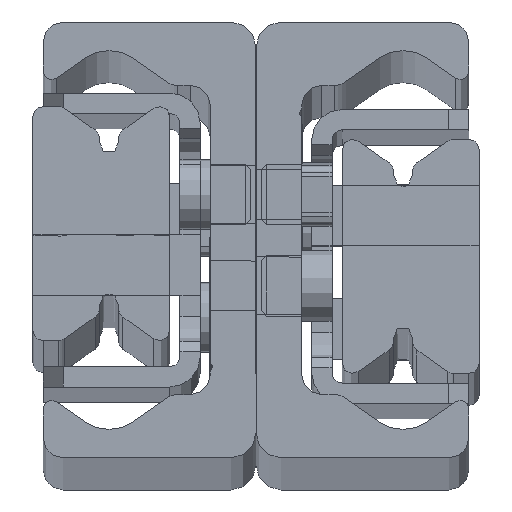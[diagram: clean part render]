
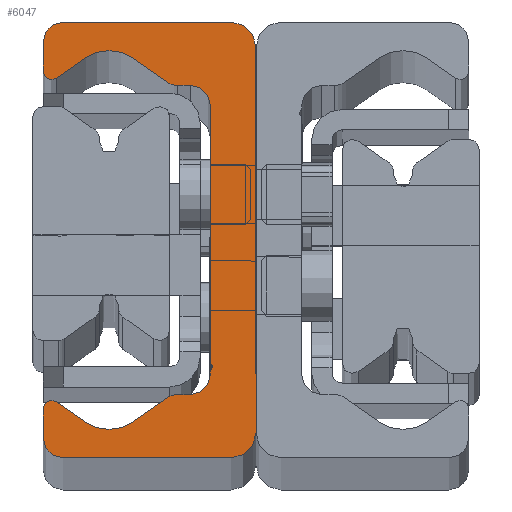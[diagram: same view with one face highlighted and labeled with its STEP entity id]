
A CAD part, top view. The second image highlights one B-rep face of the part: STEP entity #6047.
In plain terms, the highlighted planar face has unit normal (0, 0, 1).
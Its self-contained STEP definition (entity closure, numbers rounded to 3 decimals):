
#4921=CARTESIAN_POINT('',(2.499,0.,1810.0));
#4922=VERTEX_POINT('',#4921);
#4923=CARTESIAN_POINT('',(-0.001,2.5,1810.0));
#4924=VERTEX_POINT('',#4923);
#4925=CARTESIAN_POINT('',(2.499,2.5,1810.0));
#4926=DIRECTION('',(0.0,0.0,-1.0));
#4927=DIRECTION('',(-1.0,0.0,0.0));
#4928=AXIS2_PLACEMENT_3D('',#4925,#4926,#4927);
#4929=CIRCLE('',#4928,2.5);
#4930=EDGE_CURVE('',#4922,#4924,#4929,.T.);
#4963=CARTESIAN_POINT('',(-0.001,40.5,1810.0));
#4964=VERTEX_POINT('',#4963);
#4965=CARTESIAN_POINT('',(-0.001,2.5,1810.0));
#4966=DIRECTION('',(0.0,1.0,0.0));
#4967=VECTOR('',#4966,38.);
#4968=LINE('',#4965,#4967);
#4969=EDGE_CURVE('',#4924,#4964,#4968,.T.);
#5075=CARTESIAN_POINT('',(2.499,43.0,1810.0));
#5076=VERTEX_POINT('',#5075);
#5077=CARTESIAN_POINT('',(2.499,40.5,1810.0));
#5078=DIRECTION('',(0.0,0.0,-1.0));
#5079=DIRECTION('',(0.0,1.0,0.0));
#5080=AXIS2_PLACEMENT_3D('',#5077,#5078,#5079);
#5081=CIRCLE('',#5080,2.5);
#5082=EDGE_CURVE('',#4964,#5076,#5081,.T.);
#5108=CARTESIAN_POINT('',(18.999,43.0,1810.0));
#5109=VERTEX_POINT('',#5108);
#5110=CARTESIAN_POINT('',(2.499,43.0,1810.0));
#5111=DIRECTION('',(1.0,0.0,0.0));
#5112=VECTOR('',#5111,16.5);
#5113=LINE('',#5110,#5112);
#5114=EDGE_CURVE('',#5076,#5109,#5113,.T.);
#5139=CARTESIAN_POINT('',(20.999,41.0,1810.0));
#5140=VERTEX_POINT('',#5139);
#5141=CARTESIAN_POINT('',(18.999,41.0,1810.0));
#5142=DIRECTION('',(0.0,0.0,-1.0));
#5143=DIRECTION('',(1.0,0.0,0.0));
#5144=AXIS2_PLACEMENT_3D('',#5141,#5142,#5143);
#5145=CIRCLE('',#5144,2.);
#5146=EDGE_CURVE('',#5109,#5140,#5145,.T.);
#5172=CARTESIAN_POINT('',(20.999,38.15,1810.0));
#5173=VERTEX_POINT('',#5172);
#5174=CARTESIAN_POINT('',(20.999,41.0,1810.0));
#5175=DIRECTION('',(0.0,-1.0,0.0));
#5176=VECTOR('',#5175,2.85);
#5177=LINE('',#5174,#5176);
#5178=EDGE_CURVE('',#5140,#5173,#5177,.T.);
#5203=CARTESIAN_POINT('',(19.662,37.453,1810.0));
#5204=VERTEX_POINT('',#5203);
#5205=CARTESIAN_POINT('',(20.149,38.15,1810.0));
#5206=DIRECTION('',(0.0,0.0,-1.0));
#5207=DIRECTION('',(-0.574,-0.819,0.0));
#5208=AXIS2_PLACEMENT_3D('',#5205,#5206,#5207);
#5209=CIRCLE('',#5208,0.85);
#5210=EDGE_CURVE('',#5173,#5204,#5209,.T.);
#5236=CARTESIAN_POINT('',(16.794,39.462,1810.0));
#5237=VERTEX_POINT('',#5236);
#5238=CARTESIAN_POINT('',(19.662,37.453,1810.0));
#5239=DIRECTION('',(-0.819,0.574,0.0));
#5240=VECTOR('',#5239,3.501);
#5241=LINE('',#5238,#5240);
#5242=EDGE_CURVE('',#5204,#5237,#5241,.T.);
#5267=CARTESIAN_POINT('',(12.205,39.462,1810.0));
#5268=VERTEX_POINT('',#5267);
#5269=CARTESIAN_POINT('',(14.499,36.185,1810.0));
#5270=DIRECTION('',(0.0,0.0,1.0));
#5271=DIRECTION('',(-0.574,-0.819,0.0));
#5272=AXIS2_PLACEMENT_3D('',#5269,#5270,#5271);
#5273=CIRCLE('',#5272,4.);
#5274=EDGE_CURVE('',#5237,#5268,#5273,.T.);
#5300=CARTESIAN_POINT('',(8.849,37.112,1810.0));
#5301=VERTEX_POINT('',#5300);
#5302=CARTESIAN_POINT('',(12.205,39.462,1810.0));
#5303=DIRECTION('',(-0.819,-0.574,0.0));
#5304=VECTOR('',#5303,4.097);
#5305=LINE('',#5302,#5304);
#5306=EDGE_CURVE('',#5268,#5301,#5305,.T.);
#5331=CARTESIAN_POINT('',(7.702,36.75,1810.0));
#5332=VERTEX_POINT('',#5331);
#5333=CARTESIAN_POINT('',(7.702,38.75,1810.0));
#5334=DIRECTION('',(0.0,0.0,-1.0));
#5335=DIRECTION('',(0.0,-1.0,0.0));
#5336=AXIS2_PLACEMENT_3D('',#5333,#5334,#5335);
#5337=CIRCLE('',#5336,2.);
#5338=EDGE_CURVE('',#5301,#5332,#5337,.T.);
#5364=CARTESIAN_POINT('',(6.499,36.75,1810.0));
#5365=VERTEX_POINT('',#5364);
#5366=CARTESIAN_POINT('',(7.702,36.75,1810.0));
#5367=DIRECTION('',(-1.0,0.0,0.0));
#5368=VECTOR('',#5367,1.203);
#5369=LINE('',#5366,#5368);
#5370=EDGE_CURVE('',#5332,#5365,#5369,.T.);
#5395=CARTESIAN_POINT('',(4.499,34.75,1810.0));
#5396=VERTEX_POINT('',#5395);
#5397=CARTESIAN_POINT('',(6.499,34.75,1810.0));
#5398=DIRECTION('',(0.0,0.0,1.0));
#5399=DIRECTION('',(0.0,-1.0,0.0));
#5400=AXIS2_PLACEMENT_3D('',#5397,#5398,#5399);
#5401=CIRCLE('',#5400,2.0);
#5402=EDGE_CURVE('',#5365,#5396,#5401,.T.);
#5428=CARTESIAN_POINT('',(4.499,34.361,1810.0));
#5429=VERTEX_POINT('',#5428);
#5430=CARTESIAN_POINT('',(4.499,34.75,1810.0));
#5431=DIRECTION('',(0.0,-1.0,0.0));
#5432=VECTOR('',#5431,0.389);
#5433=LINE('',#5430,#5432);
#5434=EDGE_CURVE('',#5396,#5429,#5433,.T.);
#5459=CARTESIAN_POINT('',(4.411,34.234,1810.0));
#5460=VERTEX_POINT('',#5459);
#5461=CARTESIAN_POINT('',(4.363,34.361,1810.0));
#5462=DIRECTION('',(0.0,0.0,-1.));
#5463=DIRECTION('',(0.353,-0.936,0.0));
#5464=AXIS2_PLACEMENT_3D('',#5461,#5462,#5463);
#5465=CIRCLE('',#5464,0.136);
#5466=EDGE_CURVE('',#5429,#5460,#5465,.T.);
#5492=CARTESIAN_POINT('',(4.422,33.762,1810.0));
#5493=VERTEX_POINT('',#5492);
#5494=CARTESIAN_POINT('',(4.499,34.0,1810.0));
#5495=DIRECTION('',(0.0,0.0,1.));
#5496=DIRECTION('',(0.353,-0.936,0.0));
#5497=AXIS2_PLACEMENT_3D('',#5494,#5495,#5496);
#5498=CIRCLE('',#5497,0.25);
#5499=EDGE_CURVE('',#5460,#5493,#5498,.T.);
#5525=CARTESIAN_POINT('',(4.499,33.656,1810.0));
#5526=VERTEX_POINT('',#5525);
#5527=CARTESIAN_POINT('',(4.387,33.656,1810.0));
#5528=DIRECTION('',(0.0,0.0,-1.0));
#5529=DIRECTION('',(1.0,0.0,0.0));
#5530=AXIS2_PLACEMENT_3D('',#5527,#5528,#5529);
#5531=CIRCLE('',#5530,0.112);
#5532=EDGE_CURVE('',#5493,#5526,#5531,.T.);
#5558=CARTESIAN_POINT('',(4.499,8.25,1810.0));
#5559=VERTEX_POINT('',#5558);
#5560=CARTESIAN_POINT('',(4.499,33.656,1810.0));
#5561=DIRECTION('',(0.0,-1.0,0.0));
#5562=VECTOR('',#5561,25.406);
#5563=LINE('',#5560,#5562);
#5564=EDGE_CURVE('',#5526,#5559,#5563,.T.);
#5670=CARTESIAN_POINT('',(6.499,6.25,1810.0));
#5671=VERTEX_POINT('',#5670);
#5672=CARTESIAN_POINT('',(6.499,8.25,1810.0));
#5673=DIRECTION('',(0.0,0.0,1.0));
#5674=DIRECTION('',(1.0,0.0,0.0));
#5675=AXIS2_PLACEMENT_3D('',#5672,#5673,#5674);
#5676=CIRCLE('',#5675,2.0);
#5677=EDGE_CURVE('',#5559,#5671,#5676,.T.);
#5703=CARTESIAN_POINT('',(7.702,6.25,1810.0));
#5704=VERTEX_POINT('',#5703);
#5705=CARTESIAN_POINT('',(6.499,6.25,1810.0));
#5706=DIRECTION('',(1.0,0.0,0.0));
#5707=VECTOR('',#5706,1.203);
#5708=LINE('',#5705,#5707);
#5709=EDGE_CURVE('',#5671,#5704,#5708,.T.);
#5734=CARTESIAN_POINT('',(8.849,5.888,1810.0));
#5735=VERTEX_POINT('',#5734);
#5736=CARTESIAN_POINT('',(7.702,4.25,1810.0));
#5737=DIRECTION('',(0.0,0.0,-1.0));
#5738=DIRECTION('',(0.574,0.819,0.0));
#5739=AXIS2_PLACEMENT_3D('',#5736,#5737,#5738);
#5740=CIRCLE('',#5739,2.);
#5741=EDGE_CURVE('',#5704,#5735,#5740,.T.);
#5767=CARTESIAN_POINT('',(12.205,3.538,1810.0));
#5768=VERTEX_POINT('',#5767);
#5769=CARTESIAN_POINT('',(8.849,5.888,1810.0));
#5770=DIRECTION('',(0.819,-0.574,0.0));
#5771=VECTOR('',#5770,4.097);
#5772=LINE('',#5769,#5771);
#5773=EDGE_CURVE('',#5735,#5768,#5772,.T.);
#5798=CARTESIAN_POINT('',(16.794,3.538,1810.0));
#5799=VERTEX_POINT('',#5798);
#5800=CARTESIAN_POINT('',(14.499,6.815,1810.0));
#5801=DIRECTION('',(0.0,0.0,1.0));
#5802=DIRECTION('',(0.574,0.819,0.0));
#5803=AXIS2_PLACEMENT_3D('',#5800,#5801,#5802);
#5804=CIRCLE('',#5803,4.);
#5805=EDGE_CURVE('',#5768,#5799,#5804,.T.);
#5831=CARTESIAN_POINT('',(19.662,5.547,1810.0));
#5832=VERTEX_POINT('',#5831);
#5833=CARTESIAN_POINT('',(16.794,3.538,1810.0));
#5834=DIRECTION('',(0.819,0.574,0.0));
#5835=VECTOR('',#5834,3.501);
#5836=LINE('',#5833,#5835);
#5837=EDGE_CURVE('',#5799,#5832,#5836,.T.);
#5862=CARTESIAN_POINT('',(20.999,4.85,1810.0));
#5863=VERTEX_POINT('',#5862);
#5864=CARTESIAN_POINT('',(20.149,4.85,1810.0));
#5865=DIRECTION('',(0.0,0.0,-1.0));
#5866=DIRECTION('',(1.0,0.0,0.0));
#5867=AXIS2_PLACEMENT_3D('',#5864,#5865,#5866);
#5868=CIRCLE('',#5867,0.85);
#5869=EDGE_CURVE('',#5832,#5863,#5868,.T.);
#5895=CARTESIAN_POINT('',(20.999,2.,1810.0));
#5896=VERTEX_POINT('',#5895);
#5897=CARTESIAN_POINT('',(20.999,4.85,1810.0));
#5898=DIRECTION('',(0.0,-1.0,0.0));
#5899=VECTOR('',#5898,2.85);
#5900=LINE('',#5897,#5899);
#5901=EDGE_CURVE('',#5863,#5896,#5900,.T.);
#5926=CARTESIAN_POINT('',(18.999,0.,1810.0));
#5927=VERTEX_POINT('',#5926);
#5928=CARTESIAN_POINT('',(18.999,2.,1810.0));
#5929=DIRECTION('',(0.0,0.0,-1.0));
#5930=DIRECTION('',(0.0,-1.0,0.0));
#5931=AXIS2_PLACEMENT_3D('',#5928,#5929,#5930);
#5932=CIRCLE('',#5931,2.);
#5933=EDGE_CURVE('',#5896,#5927,#5932,.T.);
#5959=CARTESIAN_POINT('',(18.999,0.,1810.0));
#5960=DIRECTION('',(-1.0,0.0,0.0));
#5961=VECTOR('',#5960,16.5);
#5962=LINE('',#5959,#5961);
#5963=EDGE_CURVE('',#5927,#4922,#5962,.T.);
#6012=CARTESIAN_POINT('',(7.822,21.517,1810.0));
#6013=DIRECTION('',(0.0,0.0,1.0));
#6014=DIRECTION('',(1.0,0.0,0.0));
#6015=AXIS2_PLACEMENT_3D('',#6012,#6013,#6014);
#6016=PLANE('',#6015);
#6017=ORIENTED_EDGE('',*,*,#4930,.F.);
#6018=ORIENTED_EDGE('',*,*,#5963,.F.);
#6019=ORIENTED_EDGE('',*,*,#5933,.F.);
#6020=ORIENTED_EDGE('',*,*,#5901,.F.);
#6021=ORIENTED_EDGE('',*,*,#5869,.F.);
#6022=ORIENTED_EDGE('',*,*,#5837,.F.);
#6023=ORIENTED_EDGE('',*,*,#5805,.F.);
#6024=ORIENTED_EDGE('',*,*,#5773,.F.);
#6025=ORIENTED_EDGE('',*,*,#5741,.F.);
#6026=ORIENTED_EDGE('',*,*,#5709,.F.);
#6027=ORIENTED_EDGE('',*,*,#5677,.F.);
#6028=ORIENTED_EDGE('',*,*,#5564,.F.);
#6029=ORIENTED_EDGE('',*,*,#5532,.F.);
#6030=ORIENTED_EDGE('',*,*,#5499,.F.);
#6031=ORIENTED_EDGE('',*,*,#5466,.F.);
#6032=ORIENTED_EDGE('',*,*,#5434,.F.);
#6033=ORIENTED_EDGE('',*,*,#5402,.F.);
#6034=ORIENTED_EDGE('',*,*,#5370,.F.);
#6035=ORIENTED_EDGE('',*,*,#5338,.F.);
#6036=ORIENTED_EDGE('',*,*,#5306,.F.);
#6037=ORIENTED_EDGE('',*,*,#5274,.F.);
#6038=ORIENTED_EDGE('',*,*,#5242,.F.);
#6039=ORIENTED_EDGE('',*,*,#5210,.F.);
#6040=ORIENTED_EDGE('',*,*,#5178,.F.);
#6041=ORIENTED_EDGE('',*,*,#5146,.F.);
#6042=ORIENTED_EDGE('',*,*,#5114,.F.);
#6043=ORIENTED_EDGE('',*,*,#5082,.F.);
#6044=ORIENTED_EDGE('',*,*,#4969,.F.);
#6045=EDGE_LOOP('',(#6017,#6018,#6019,#6020,#6021,#6022,#6023,#6024,#6025,#6026,#6027,#6028,#6029,#6030,#6031,#6032,#6033,#6034,#6035,#6036,#6037,#6038,#6039,#6040,#6041,#6042,#6043,#6044));
#6046=FACE_OUTER_BOUND('',#6045,.T.);
#6047=ADVANCED_FACE('',(#6046),#6016,.T.);
